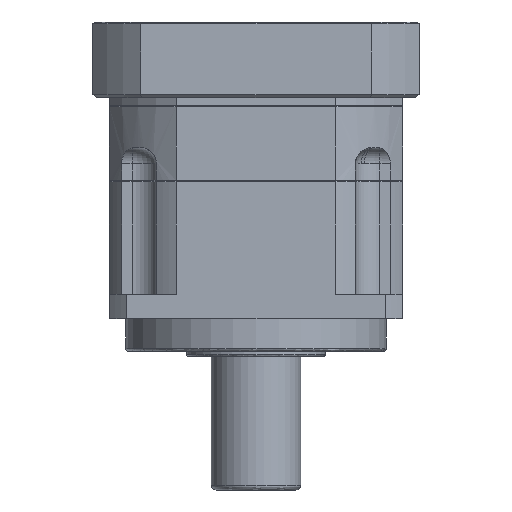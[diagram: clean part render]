
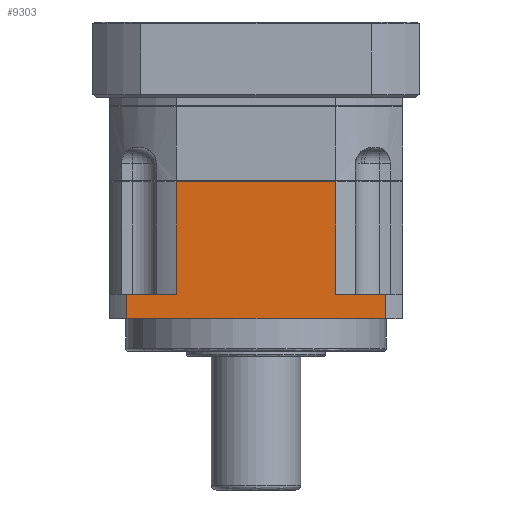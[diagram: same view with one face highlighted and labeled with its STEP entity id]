
A CAD part, front view. The second image highlights one B-rep face of the part: STEP entity #9303.
In plain terms, the highlighted planar face has unit normal (0, -1, 0).
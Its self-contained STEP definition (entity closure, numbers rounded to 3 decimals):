
#658 = CARTESIAN_POINT ( 'NONE',  ( -49.054, -90., 189. ) ) ;
#1060 = DIRECTION ( 'NONE',  ( 1., 0., 0. ) ) ;
#1308 = VECTOR ( 'NONE', #14152, 1000. ) ;
#1312 = LINE ( 'NONE', #9253, #4645 ) ;
#1624 = VECTOR ( 'NONE', #6398, 1000. ) ;
#1823 = EDGE_CURVE ( 'NONE', #3426, #9790, #13709, .T. ) ;
#1953 = EDGE_CURVE ( 'NONE', #13754, #10803, #15128, .T. ) ;
#2033 = CARTESIAN_POINT ( 'NONE',  ( -79.373, -90., 120. ) ) ;
#2066 = DIRECTION ( 'NONE',  ( 0., 0., 1. ) ) ;
#2118 = CARTESIAN_POINT ( 'NONE',  ( -79.373, -90., 120. ) ) ;
#2144 = VERTEX_POINT ( 'NONE', #8271 ) ;
#2232 = VERTEX_POINT ( 'NONE', #3629 ) ;
#2918 = VECTOR ( 'NONE', #2066, 1000. ) ;
#3426 = VERTEX_POINT ( 'NONE', #4377 ) ;
#3460 = DIRECTION ( 'NONE',  ( -1., 0., 0. ) ) ;
#3629 = CARTESIAN_POINT ( 'NONE',  ( 49.054, -90., 189. ) ) ;
#3907 = AXIS2_PLACEMENT_3D ( 'NONE', #2033, #11951, #3460 ) ;
#4377 = CARTESIAN_POINT ( 'NONE',  ( -79.373, -90., 105. ) ) ;
#4633 = ORIENTED_EDGE ( 'NONE', *, *, #16454, .F. ) ;
#4645 = VECTOR ( 'NONE', #12032, 1000. ) ;
#4896 = ORIENTED_EDGE ( 'NONE', *, *, #15916, .T. ) ;
#4980 = CARTESIAN_POINT ( 'NONE',  ( -49.054, -90., 120. ) ) ;
#6010 = EDGE_CURVE ( 'NONE', #2144, #3426, #12590, .T. ) ;
#6188 = VERTEX_POINT ( 'NONE', #658 ) ;
#6398 = DIRECTION ( 'NONE',  ( 0., 0., 1. ) ) ;
#6521 = CARTESIAN_POINT ( 'NONE',  ( -79.373, -90., 120. ) ) ;
#6769 = CARTESIAN_POINT ( 'NONE',  ( -79.373, -90., 120. ) ) ;
#7007 = VECTOR ( 'NONE', #1060, 1000. ) ;
#7618 = FACE_OUTER_BOUND ( 'NONE', #10746, .T. ) ;
#8271 = CARTESIAN_POINT ( 'NONE',  ( 79.373, -90., 105. ) ) ;
#8971 = VECTOR ( 'NONE', #17612, 1000. ) ;
#9100 = PLANE ( 'NONE',  #3907 ) ;
#9140 = EDGE_CURVE ( 'NONE', #2232, #13754, #11394, .T. ) ;
#9253 = CARTESIAN_POINT ( 'NONE',  ( 79.373, -90., 120. ) ) ;
#9303 = ADVANCED_FACE ( 'NONE', ( #7618 ), #9100, .F. ) ;
#9790 = VERTEX_POINT ( 'NONE', #6521 ) ;
#10069 = ORIENTED_EDGE ( 'NONE', *, *, #1823, .F. ) ;
#10746 = EDGE_LOOP ( 'NONE', ( #16260, #17360, #10069, #15469, #4633, #14866, #16414, #4896 ) ) ;
#10750 = LINE ( 'NONE', #6769, #7007 ) ;
#10803 = VERTEX_POINT ( 'NONE', #16404 ) ;
#11191 = DIRECTION ( 'NONE',  ( 0., 0., -1. ) ) ;
#11387 = CARTESIAN_POINT ( 'NONE',  ( -79.373, -90., 105. ) ) ;
#11394 = LINE ( 'NONE', #15436, #14623 ) ;
#11453 = VECTOR ( 'NONE', #17321, 1000. ) ;
#11725 = CARTESIAN_POINT ( 'NONE',  ( 49.054, -90., 120. ) ) ;
#11806 = EDGE_CURVE ( 'NONE', #13322, #6188, #12887, .T. ) ;
#11919 = EDGE_CURVE ( 'NONE', #9790, #13322, #10750, .T. ) ;
#11951 = DIRECTION ( 'NONE',  ( 0., 1., 0. ) ) ;
#12032 = DIRECTION ( 'NONE',  ( 0., 0., -1. ) ) ;
#12590 = LINE ( 'NONE', #11387, #1308 ) ;
#12887 = LINE ( 'NONE', #16189, #1624 ) ;
#13322 = VERTEX_POINT ( 'NONE', #4980 ) ;
#13709 = LINE ( 'NONE', #2118, #2918 ) ;
#13754 = VERTEX_POINT ( 'NONE', #11725 ) ;
#14152 = DIRECTION ( 'NONE',  ( -1., 0., 0. ) ) ;
#14623 = VECTOR ( 'NONE', #11191, 1000. ) ;
#14866 = ORIENTED_EDGE ( 'NONE', *, *, #1953, .F. ) ;
#15128 = LINE ( 'NONE', #17868, #11453 ) ;
#15436 = CARTESIAN_POINT ( 'NONE',  ( 49.054, -90., 235.5 ) ) ;
#15469 = ORIENTED_EDGE ( 'NONE', *, *, #6010, .F. ) ;
#15916 = EDGE_CURVE ( 'NONE', #2232, #6188, #16808, .T. ) ;
#16189 = CARTESIAN_POINT ( 'NONE',  ( -49.054, -90., 120. ) ) ;
#16200 = CARTESIAN_POINT ( 'NONE',  ( 0., -90., 189. ) ) ;
#16260 = ORIENTED_EDGE ( 'NONE', *, *, #11806, .F. ) ;
#16404 = CARTESIAN_POINT ( 'NONE',  ( 79.373, -90., 120. ) ) ;
#16414 = ORIENTED_EDGE ( 'NONE', *, *, #9140, .F. ) ;
#16454 = EDGE_CURVE ( 'NONE', #10803, #2144, #1312, .T. ) ;
#16808 = LINE ( 'NONE', #16200, #8971 ) ;
#17321 = DIRECTION ( 'NONE',  ( 1., 0., 0. ) ) ;
#17360 = ORIENTED_EDGE ( 'NONE', *, *, #11919, .F. ) ;
#17612 = DIRECTION ( 'NONE',  ( -1., 0., 0. ) ) ;
#17868 = CARTESIAN_POINT ( 'NONE',  ( -79.373, -90., 120. ) ) ;
